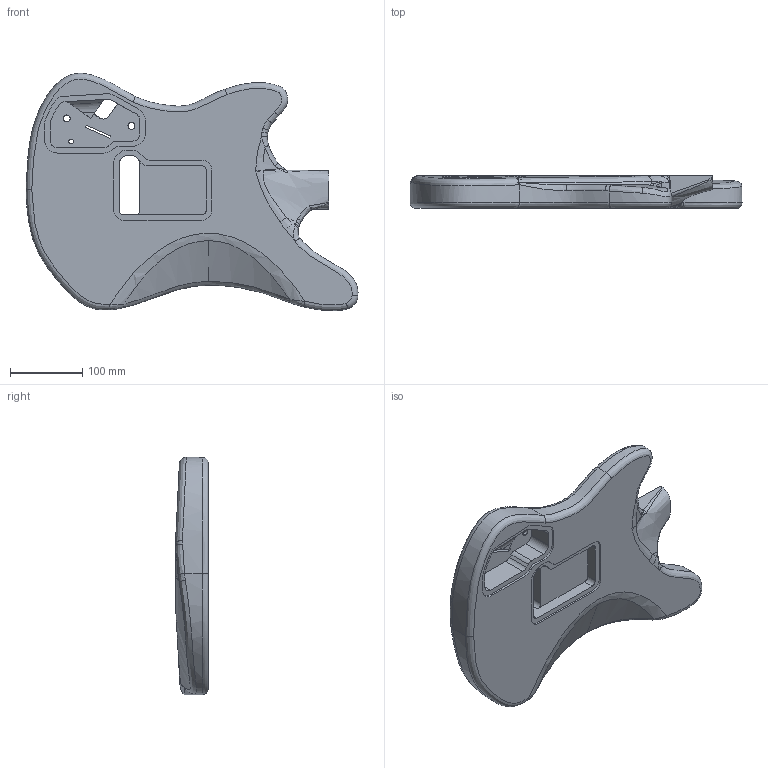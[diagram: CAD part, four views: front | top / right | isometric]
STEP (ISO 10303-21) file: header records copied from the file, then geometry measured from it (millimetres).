
FILE_DESCRIPTION (( 'STEP AP214' ), '1' );
FILE_NAME ('P_Guitar_Body_CAM.STEP', '2023-11-25T21:08:50', ( '' ), ( '' ), 'SwSTEP 2.0', 'SolidWorks 2020', '' );
FILE_SCHEMA (( 'AUTOMOTIVE_DESIGN' ));
Length unit declared in the file: millimetre
Products named in the file (1): P_Guitar_Body_CAM
Bounding box: 459.8 x 45 x 328.69 mm (x, y, z)
Volume: 3646588.3 mm3; surface area: 290731.2 mm2
Topology: 1 solids, 1 shells, 279 faces, 768 edges, 498 vertices
Faces by surface type: bspline 111, plane 84, cylinder 75, cone 5, torus 4
Entity records: 22555 total; most frequent: CARTESIAN_POINT 16308, ORIENTED_EDGE 1530, DIRECTION 975, EDGE_CURVE 765, VERTEX_POINT 498, AXIS2_PLACEMENT_3D 346, EDGE_LOOP 301, LINE 283
